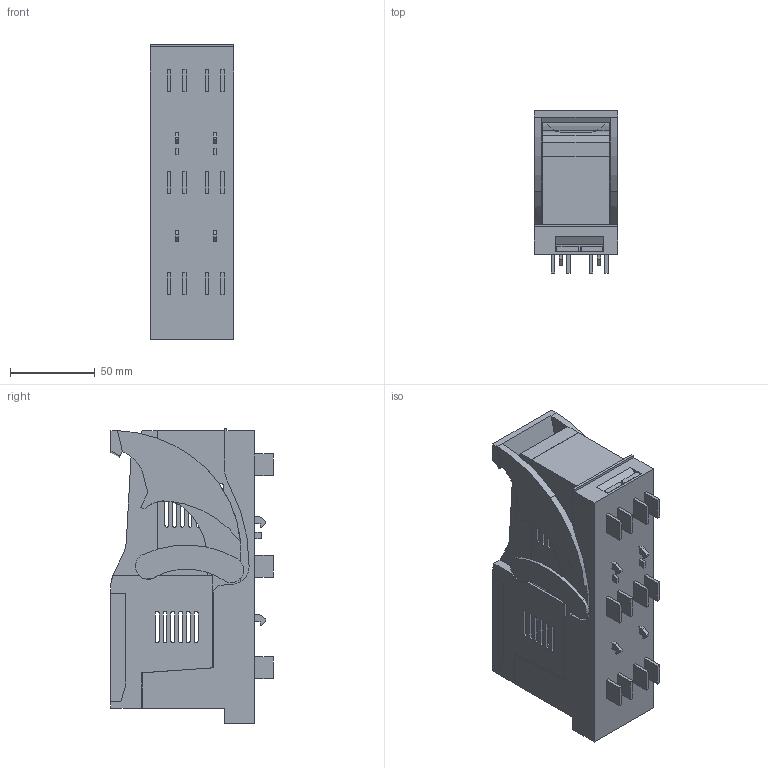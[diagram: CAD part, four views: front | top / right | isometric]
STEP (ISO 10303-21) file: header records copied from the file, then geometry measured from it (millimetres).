
FILE_DESCRIPTION(('CATIA V5 STEP Exchange','CAx-IF Rec.Pracs.--- Model Styling and Organization---1.2---2011-12-15'),'2;1');
FILE_NAME('33800.stp','2018-10-31T08:39:28+00:00',('none'),('none'),'Version 5-6 Release 2012','CATIA V5 STEP AP214','none');
FILE_SCHEMA(('AUTOMOTIVE_DESIGN { 1 0 10303 214 1 1 1 1 }'));
Length unit declared in the file: millimetre
Products named in the file (6): 33800; Housing (Gehaeuse); Cover (Deckel); Handle (Griff); Connecting rod (Schubstange); Latching element (Rastelement) 
Assembly tree (6 placements, depth 2):
  33800
    Housing (Gehaeuse)
    Cover (Deckel)
    Handle (Griff)
    Connecting rod (Schubstange)  x2
    Latching element (Rastelement) 
Bounding box: 49.5 x 96.15 x 174.5 mm (x, y, z)
Volume: 358505.7 mm3; surface area: 126373.4 mm2
Topology: 11 solids, 11 shells, 642 faces, 1736 edges, 1138 vertices
Faces by surface type: plane 460, cylinder 161, sphere 8, bspline 6, torus 6, cone 1
Entity records: 20233 total; most frequent: CARTESIAN_POINT 3885, ORIENTED_EDGE 3432, DIRECTION 2507, EDGE_CURVE 1716, VECTOR 1360, LINE 1360, VERTEX_POINT 1130, EDGE_LOOP 728
